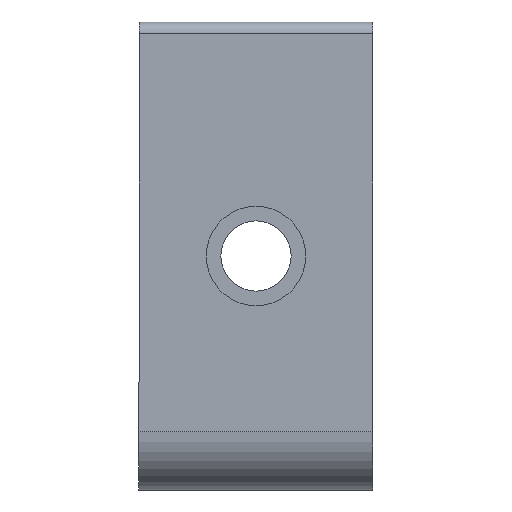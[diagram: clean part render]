
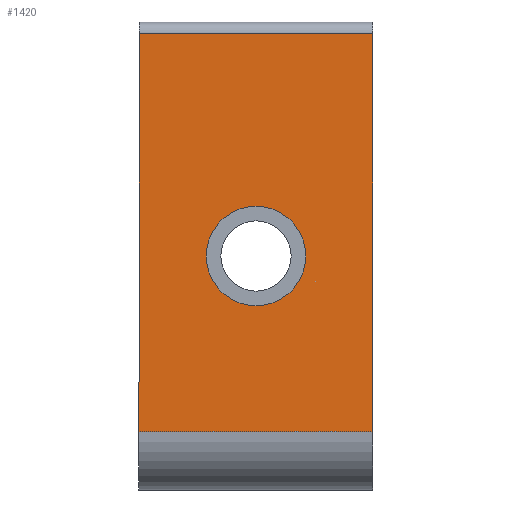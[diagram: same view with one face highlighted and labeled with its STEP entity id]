
A CAD part, left-side view. The second image highlights one B-rep face of the part: STEP entity #1420.
In plain terms, the highlighted planar face has unit normal (-1, 0, 0).
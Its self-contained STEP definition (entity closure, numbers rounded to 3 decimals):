
#72 = PLANE('',#73);
#73 = AXIS2_PLACEMENT_3D('',#74,#75,#76);
#74 = CARTESIAN_POINT('',(14.457,-20.,18.241));
#75 = DIRECTION('',(0.,1.,0.));
#76 = DIRECTION('',(0.,0.,1.));
#126 = PLANE('',#127);
#127 = AXIS2_PLACEMENT_3D('',#128,#129,#130);
#128 = CARTESIAN_POINT('',(14.457,0.,
    18.241));
#129 = DIRECTION('',(0.,1.,0.));
#130 = DIRECTION('',(0.,0.,1.));
#157 = CYLINDRICAL_SURFACE('',#158,4.25);
#158 = AXIS2_PLACEMENT_3D('',#159,#160,#161);
#159 = CARTESIAN_POINT('',(0.,-10.,20.));
#160 = DIRECTION('',(-1.,0.,0.));
#161 = DIRECTION('',(0.,0.,-1.));
#316 = VERTEX_POINT('',#317);
#317 = CARTESIAN_POINT('',(0.,0.,39.));
#336 = CYLINDRICAL_SURFACE('',#337,1.);
#337 = AXIS2_PLACEMENT_3D('',#338,#339,#340);
#338 = CARTESIAN_POINT('',(1.,0.,39.));
#339 = DIRECTION('',(0.,1.,0.));
#340 = DIRECTION('',(1.,0.,0.));
#348 = EDGE_CURVE('',#316,#349,#351,.T.);
#349 = VERTEX_POINT('',#350);
#350 = CARTESIAN_POINT('',(0.,0.,5.));
#351 = SURFACE_CURVE('',#352,(#356,#363),.PCURVE_S1.);
#352 = LINE('',#353,#354);
#353 = CARTESIAN_POINT('',(0.,0.,39.));
#354 = VECTOR('',#355,1.);
#355 = DIRECTION('',(0.,0.,-1.));
#356 = PCURVE('',#126,#357);
#357 = DEFINITIONAL_REPRESENTATION('',(#358),#362);
#358 = LINE('',#359,#360);
#359 = CARTESIAN_POINT('',(20.759,-14.457));
#360 = VECTOR('',#361,1.);
#361 = DIRECTION('',(-1.,0.));
#362 = ( GEOMETRIC_REPRESENTATION_CONTEXT(2) 
PARAMETRIC_REPRESENTATION_CONTEXT() REPRESENTATION_CONTEXT('2D SPACE',''
  ) );
#363 = PCURVE('',#364,#369);
#364 = PLANE('',#365);
#365 = AXIS2_PLACEMENT_3D('',#366,#367,#368);
#366 = CARTESIAN_POINT('',(0.,0.,39.));
#367 = DIRECTION('',(1.,0.,0.));
#368 = DIRECTION('',(0.,0.,-1.));
#369 = DEFINITIONAL_REPRESENTATION('',(#370),#374);
#370 = LINE('',#371,#372);
#371 = CARTESIAN_POINT('',(0.,0.));
#372 = VECTOR('',#373,1.);
#373 = DIRECTION('',(1.,0.));
#374 = ( GEOMETRIC_REPRESENTATION_CONTEXT(2) 
PARAMETRIC_REPRESENTATION_CONTEXT() REPRESENTATION_CONTEXT('2D SPACE',''
  ) );
#397 = CYLINDRICAL_SURFACE('',#398,5.);
#398 = AXIS2_PLACEMENT_3D('',#399,#400,#401);
#399 = CARTESIAN_POINT('',(5.,0.,5.));
#400 = DIRECTION('',(0.,1.,0.));
#401 = DIRECTION('',(1.,0.,0.));
#853 = VERTEX_POINT('',#854);
#854 = CARTESIAN_POINT('',(0.,-20.,39.));
#880 = EDGE_CURVE('',#853,#881,#883,.T.);
#881 = VERTEX_POINT('',#882);
#882 = CARTESIAN_POINT('',(0.,-20.,5.));
#883 = SURFACE_CURVE('',#884,(#888,#895),.PCURVE_S1.);
#884 = LINE('',#885,#886);
#885 = CARTESIAN_POINT('',(0.,-20.,39.));
#886 = VECTOR('',#887,1.);
#887 = DIRECTION('',(0.,0.,-1.));
#888 = PCURVE('',#72,#889);
#889 = DEFINITIONAL_REPRESENTATION('',(#890),#894);
#890 = LINE('',#891,#892);
#891 = CARTESIAN_POINT('',(20.759,-14.457));
#892 = VECTOR('',#893,1.);
#893 = DIRECTION('',(-1.,0.));
#894 = ( GEOMETRIC_REPRESENTATION_CONTEXT(2) 
PARAMETRIC_REPRESENTATION_CONTEXT() REPRESENTATION_CONTEXT('2D SPACE',''
  ) );
#895 = PCURVE('',#364,#896);
#896 = DEFINITIONAL_REPRESENTATION('',(#897),#901);
#897 = LINE('',#898,#899);
#898 = CARTESIAN_POINT('',(0.,-20.));
#899 = VECTOR('',#900,1.);
#900 = DIRECTION('',(1.,0.));
#901 = ( GEOMETRIC_REPRESENTATION_CONTEXT(2) 
PARAMETRIC_REPRESENTATION_CONTEXT() REPRESENTATION_CONTEXT('2D SPACE',''
  ) );
#1290 = VERTEX_POINT('',#1291);
#1291 = CARTESIAN_POINT('',(0.,-10.,15.75));
#1314 = EDGE_CURVE('',#1290,#1290,#1315,.T.);
#1315 = SURFACE_CURVE('',#1316,(#1321,#1328),.PCURVE_S1.);
#1316 = CIRCLE('',#1317,4.25);
#1317 = AXIS2_PLACEMENT_3D('',#1318,#1319,#1320);
#1318 = CARTESIAN_POINT('',(0.,-10.,20.));
#1319 = DIRECTION('',(-1.,0.,0.));
#1320 = DIRECTION('',(0.,0.,-1.));
#1321 = PCURVE('',#157,#1322);
#1322 = DEFINITIONAL_REPRESENTATION('',(#1323),#1327);
#1323 = LINE('',#1324,#1325);
#1324 = CARTESIAN_POINT('',(0.,0.));
#1325 = VECTOR('',#1326,1.);
#1326 = DIRECTION('',(1.,0.));
#1327 = ( GEOMETRIC_REPRESENTATION_CONTEXT(2) 
PARAMETRIC_REPRESENTATION_CONTEXT() REPRESENTATION_CONTEXT('2D SPACE',''
  ) );
#1328 = PCURVE('',#364,#1329);
#1329 = DEFINITIONAL_REPRESENTATION('',(#1330),#1338);
#1330 = ( BOUNDED_CURVE() B_SPLINE_CURVE(2,(#1331,#1332,#1333,#1334,
#1335,#1336,#1337),.UNSPECIFIED.,.T.,.F.) B_SPLINE_CURVE_WITH_KNOTS((1,2
    ,2,2,2,1),(-2.094,0.,2.094,4.189,
6.283,8.378),.UNSPECIFIED.) CURVE() 
GEOMETRIC_REPRESENTATION_ITEM() RATIONAL_B_SPLINE_CURVE((1.,0.5,1.,0.5,
1.,0.5,1.)) REPRESENTATION_ITEM('') );
#1331 = CARTESIAN_POINT('',(23.25,-10.));
#1332 = CARTESIAN_POINT('',(23.25,-17.361));
#1333 = CARTESIAN_POINT('',(16.875,-13.681));
#1334 = CARTESIAN_POINT('',(10.5,-10.));
#1335 = CARTESIAN_POINT('',(16.875,-6.319));
#1336 = CARTESIAN_POINT('',(23.25,-2.639));
#1337 = CARTESIAN_POINT('',(23.25,-10.));
#1338 = ( GEOMETRIC_REPRESENTATION_CONTEXT(2) 
PARAMETRIC_REPRESENTATION_CONTEXT() REPRESENTATION_CONTEXT('2D SPACE',''
  ) );
#1399 = EDGE_CURVE('',#316,#853,#1400,.T.);
#1400 = SURFACE_CURVE('',#1401,(#1405,#1412),.PCURVE_S1.);
#1401 = LINE('',#1402,#1403);
#1402 = CARTESIAN_POINT('',(0.,0.,39.));
#1403 = VECTOR('',#1404,1.);
#1404 = DIRECTION('',(0.,-1.,0.));
#1405 = PCURVE('',#336,#1406);
#1406 = DEFINITIONAL_REPRESENTATION('',(#1407),#1411);
#1407 = LINE('',#1408,#1409);
#1408 = CARTESIAN_POINT('',(-3.142,0.));
#1409 = VECTOR('',#1410,1.);
#1410 = DIRECTION('',(-0.,-1.));
#1411 = ( GEOMETRIC_REPRESENTATION_CONTEXT(2) 
PARAMETRIC_REPRESENTATION_CONTEXT() REPRESENTATION_CONTEXT('2D SPACE',''
  ) );
#1412 = PCURVE('',#364,#1413);
#1413 = DEFINITIONAL_REPRESENTATION('',(#1414),#1418);
#1414 = LINE('',#1415,#1416);
#1415 = CARTESIAN_POINT('',(0.,0.));
#1416 = VECTOR('',#1417,1.);
#1417 = DIRECTION('',(0.,-1.));
#1418 = ( GEOMETRIC_REPRESENTATION_CONTEXT(2) 
PARAMETRIC_REPRESENTATION_CONTEXT() REPRESENTATION_CONTEXT('2D SPACE',''
  ) );
#1420 = ADVANCED_FACE('',(#1421,#1447),#364,.F.);
#1421 = FACE_BOUND('',#1422,.F.);
#1422 = EDGE_LOOP('',(#1423,#1424,#1425,#1446));
#1423 = ORIENTED_EDGE('',*,*,#1399,.T.);
#1424 = ORIENTED_EDGE('',*,*,#880,.T.);
#1425 = ORIENTED_EDGE('',*,*,#1426,.F.);
#1426 = EDGE_CURVE('',#349,#881,#1427,.T.);
#1427 = SURFACE_CURVE('',#1428,(#1432,#1439),.PCURVE_S1.);
#1428 = LINE('',#1429,#1430);
#1429 = CARTESIAN_POINT('',(0.,0.,5.));
#1430 = VECTOR('',#1431,1.);
#1431 = DIRECTION('',(0.,-1.,0.));
#1432 = PCURVE('',#364,#1433);
#1433 = DEFINITIONAL_REPRESENTATION('',(#1434),#1438);
#1434 = LINE('',#1435,#1436);
#1435 = CARTESIAN_POINT('',(34.,0.));
#1436 = VECTOR('',#1437,1.);
#1437 = DIRECTION('',(0.,-1.));
#1438 = ( GEOMETRIC_REPRESENTATION_CONTEXT(2) 
PARAMETRIC_REPRESENTATION_CONTEXT() REPRESENTATION_CONTEXT('2D SPACE',''
  ) );
#1439 = PCURVE('',#397,#1440);
#1440 = DEFINITIONAL_REPRESENTATION('',(#1441),#1445);
#1441 = LINE('',#1442,#1443);
#1442 = CARTESIAN_POINT('',(-3.142,0.));
#1443 = VECTOR('',#1444,1.);
#1444 = DIRECTION('',(-0.,-1.));
#1445 = ( GEOMETRIC_REPRESENTATION_CONTEXT(2) 
PARAMETRIC_REPRESENTATION_CONTEXT() REPRESENTATION_CONTEXT('2D SPACE',''
  ) );
#1446 = ORIENTED_EDGE('',*,*,#348,.F.);
#1447 = FACE_BOUND('',#1448,.F.);
#1448 = EDGE_LOOP('',(#1449));
#1449 = ORIENTED_EDGE('',*,*,#1314,.T.);
